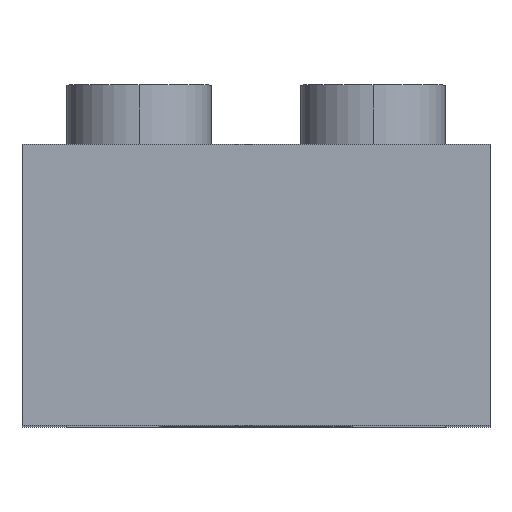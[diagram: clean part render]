
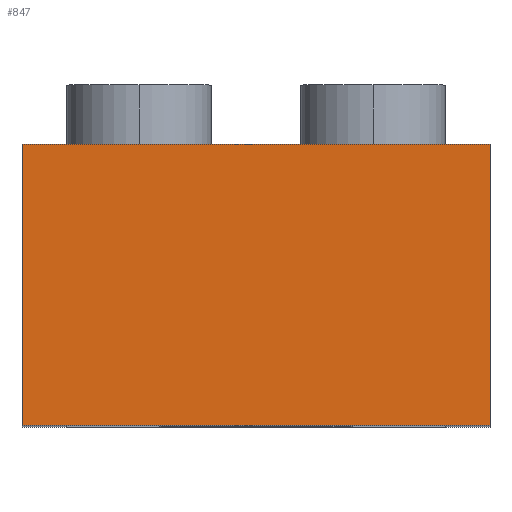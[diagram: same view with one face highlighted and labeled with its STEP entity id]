
A CAD part, top view. The second image highlights one B-rep face of the part: STEP entity #847.
In plain terms, the highlighted planar face has unit normal (0, 0, 1).
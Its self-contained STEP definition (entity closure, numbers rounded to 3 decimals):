
#48 = PLANE ( 'NONE',  #1158 ) ;
#62 = EDGE_CURVE ( 'NONE', #467, #1217, #145, .T. ) ;
#64 = DIRECTION ( 'NONE',  ( 1., 0., 0. ) ) ;
#71 = LINE ( 'NONE', #521, #118 ) ;
#118 = VECTOR ( 'NONE', #1320, 1000. ) ;
#136 = CARTESIAN_POINT ( 'NONE',  ( 0., -4.75, 0. ) ) ;
#145 = LINE ( 'NONE', #937, #460 ) ;
#208 = VERTEX_POINT ( 'NONE', #421 ) ;
#220 = ORIENTED_EDGE ( 'NONE', *, *, #1110, .F. ) ;
#294 = ORIENTED_EDGE ( 'NONE', *, *, #1239, .T. ) ;
#421 = CARTESIAN_POINT ( 'NONE',  ( 15.8, 4.75, 0. ) ) ;
#460 = VECTOR ( 'NONE', #64, 1000. ) ;
#467 = VERTEX_POINT ( 'NONE', #136 ) ;
#521 = CARTESIAN_POINT ( 'NONE',  ( 0., 4.75, 0. ) ) ;
#566 = CARTESIAN_POINT ( 'NONE',  ( 0., 4.75, 0. ) ) ;
#584 = CARTESIAN_POINT ( 'NONE',  ( 15.8, 4.75, 0. ) ) ;
#723 = CARTESIAN_POINT ( 'NONE',  ( 0., 4.75, 0. ) ) ;
#841 = EDGE_LOOP ( 'NONE', ( #1407, #220, #967, #294 ) ) ;
#847 = ADVANCED_FACE ( 'NONE', ( #1364 ), #48, .F. ) ;
#857 = CARTESIAN_POINT ( 'NONE',  ( 0., 4.75, 0. ) ) ;
#900 = DIRECTION ( 'NONE',  ( 0., -1., 0. ) ) ;
#909 = LINE ( 'NONE', #584, #1046 ) ;
#937 = CARTESIAN_POINT ( 'NONE',  ( 0., -4.75, 0. ) ) ;
#945 = CARTESIAN_POINT ( 'NONE',  ( 15.8, -4.75, 0. ) ) ;
#953 = DIRECTION ( 'NONE',  ( 0., -1., 0. ) ) ;
#967 = ORIENTED_EDGE ( 'NONE', *, *, #1421, .F. ) ;
#972 = LINE ( 'NONE', #723, #1067 ) ;
#974 = DIRECTION ( 'NONE',  ( -1., 0., 0. ) ) ;
#1046 = VECTOR ( 'NONE', #900, 1000. ) ;
#1067 = VECTOR ( 'NONE', #953, 1000. ) ;
#1082 = DIRECTION ( 'NONE',  ( 0., 0., -1. ) ) ;
#1087 = VERTEX_POINT ( 'NONE', #566 ) ;
#1110 = EDGE_CURVE ( 'NONE', #208, #1217, #909, .T. ) ;
#1158 = AXIS2_PLACEMENT_3D ( 'NONE', #857, #1082, #974 ) ;
#1217 = VERTEX_POINT ( 'NONE', #945 ) ;
#1239 = EDGE_CURVE ( 'NONE', #1087, #467, #972, .T. ) ;
#1320 = DIRECTION ( 'NONE',  ( 1., 0., 0. ) ) ;
#1364 = FACE_OUTER_BOUND ( 'NONE', #841, .T. ) ;
#1407 = ORIENTED_EDGE ( 'NONE', *, *, #62, .T. ) ;
#1421 = EDGE_CURVE ( 'NONE', #1087, #208, #71, .T. ) ;
